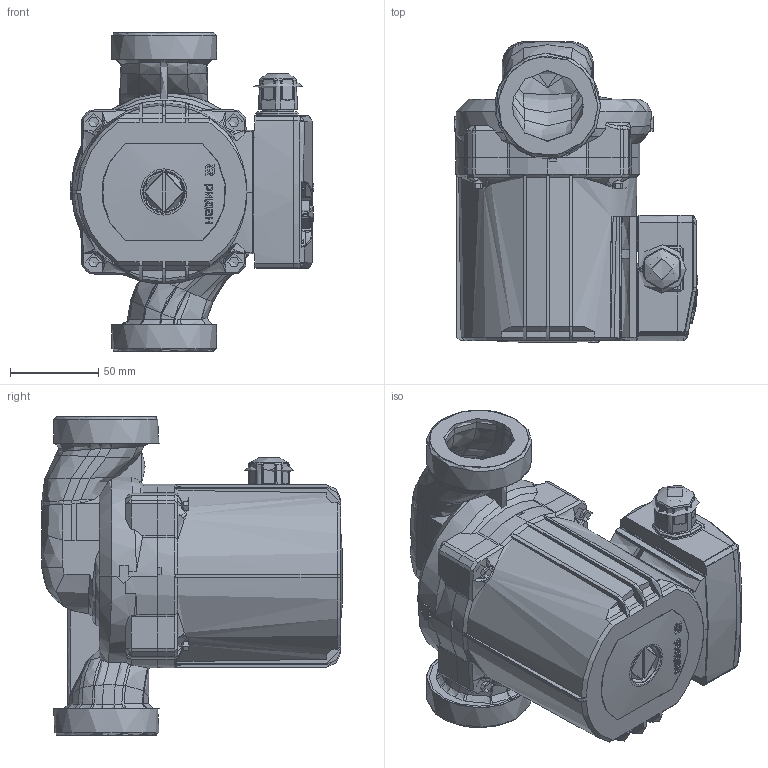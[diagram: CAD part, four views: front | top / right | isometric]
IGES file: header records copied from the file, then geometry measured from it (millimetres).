
Global section: file name: 015P1214 (RWS 32-80S); native system: AutoCAD 2021 — Русский (Russian),62HAutod; preprocessor: esk Translation Framework DWG producer (atf_dwg_producer); organization: unknown; date: 20240829.221620; units: millimetre
Bounding box: 137.85 x 169.9 x 180 mm (x, y, z)
Volume: 446169.1 mm3; surface area: 283746.4 mm2
Topology: 35 solids, 35 shells, 4080 faces, 11691 edges, 7828 vertices
Faces by surface type: bspline 4060, revolution 20
